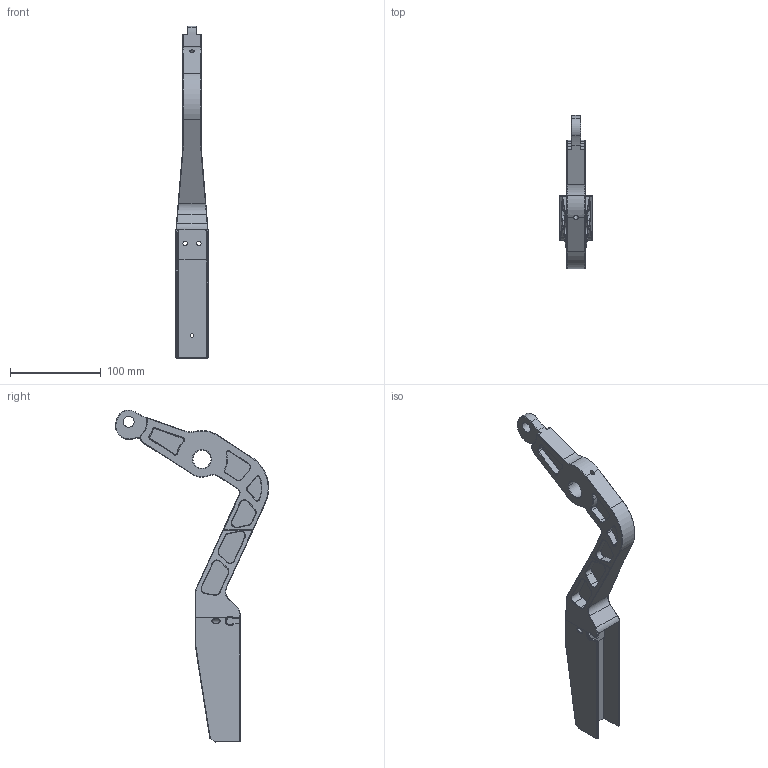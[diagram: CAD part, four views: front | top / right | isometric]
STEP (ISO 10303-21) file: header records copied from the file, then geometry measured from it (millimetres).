
FILE_DESCRIPTION (( 'STEP AP203' ), '1' );
FILE_NAME ('TV00-Rev3.STEP', '2018-03-27T07:56:36', ( '' ), ( '' ), 'SwSTEP 2.0', 'SolidWorks 2016', '' );
FILE_SCHEMA (( 'CONFIG_CONTROL_DESIGN' ));
Length unit declared in the file: millimetre
Products named in the file (1): TV00-Rev3
Bounding box: 36 x 168.63 x 365.18 mm (x, y, z)
Volume: 286999.9 mm3; surface area: 78708.8 mm2
Topology: 1 solids, 1 shells, 656 faces, 1691 edges, 1041 vertices
Faces by surface type: cylinder 317, torus 177, plane 94, bspline 47, sphere 19, cone 2
Entity records: 24154 total; most frequent: CARTESIAN_POINT 8263, DIRECTION 3439, ORIENTED_EDGE 3360, EDGE_CURVE 1680, AXIS2_PLACEMENT_3D 1449, VERTEX_POINT 1035, CIRCLE 839, EDGE_LOOP 679
